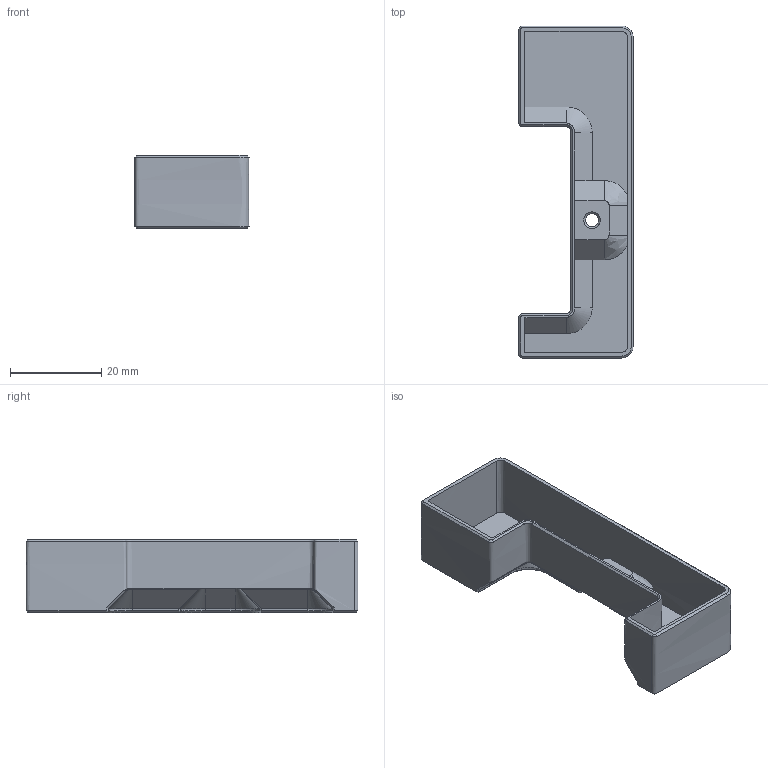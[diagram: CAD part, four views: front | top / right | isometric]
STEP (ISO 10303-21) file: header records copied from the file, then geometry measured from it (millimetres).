
FILE_DESCRIPTION(/* description */ (''),/* implementation_level */ '2;1');
FILE_NAME(/* name */ 'BUCKET~1',/* time_stamp */ '2025-01-28T19:38:07+01:00',/* author */ (''),/* organization */ (''),/* preprocessor_version */ 'ST-DEVELOPER v15',/* originating_system */ '',/* authorisation */ '');
FILE_SCHEMA (('AUTOMOTIVE_DESIGN'));
Length unit declared in the file: millimetre
Products named in the file (1): Document
Bounding box: 25 x 72.63 x 16 mm (x, y, z)
Surface area: 8682.9 mm2 (no closed solid volume)
Topology: 0 solids, 1 shells, 152 faces, 382 edges, 228 vertices
Faces by surface type: bspline 114, plane 38
Entity records: 5824 total; most frequent: CARTESIAN_POINT 3492, ORIENTED_EDGE 739, EDGE_CURVE 376, B_SPLINE_CURVE_WITH_KNOTS 289, VERTEX_POINT 228, EDGE_LOOP 156, ADVANCED_FACE 152, FACE_OUTER_BOUND 152
